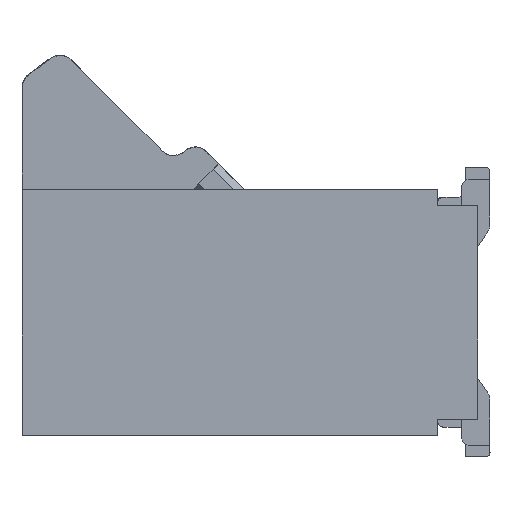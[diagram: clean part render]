
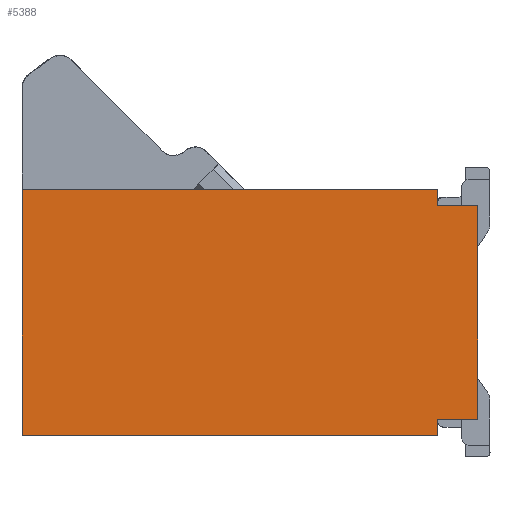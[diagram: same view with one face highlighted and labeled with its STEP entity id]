
A CAD part, left-side view. The second image highlights one B-rep face of the part: STEP entity #5388.
In plain terms, the highlighted planar face has unit normal (-1, 0, 0).
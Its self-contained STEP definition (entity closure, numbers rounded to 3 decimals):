
#114=DIRECTION('',(0.,0.,-1.));
#115=VECTOR('',#114,3.05);
#116=CARTESIAN_POINT('',(-7.1,5.65,1.525));
#117=LINE('',#116,#115);
#118=DIRECTION('',(0.,-1.,0.));
#119=VECTOR('',#118,5.15);
#120=CARTESIAN_POINT('',(-7.1,5.65,-1.525));
#121=LINE('',#120,#119);
#130=DIRECTION('',(0.,0.,-1.));
#131=VECTOR('',#130,0.2);
#132=CARTESIAN_POINT('',(-7.1,0.5,1.525));
#133=LINE('',#132,#131);
#134=DIRECTION('',(0.,-1.,0.));
#135=VECTOR('',#134,0.5);
#136=CARTESIAN_POINT('',(-7.1,0.5,1.325));
#137=LINE('',#136,#135);
#138=DIRECTION('',(0.,0.,-1.));
#139=VECTOR('',#138,2.65);
#140=CARTESIAN_POINT('',(-7.1,0.,1.325));
#141=LINE('',#140,#139);
#142=DIRECTION('',(0.,-1.,0.));
#143=VECTOR('',#142,5.15);
#144=CARTESIAN_POINT('',(-7.1,5.65,1.525));
#145=LINE('',#144,#143);
#1100=DIRECTION('',(0.,-1.,0.));
#1101=VECTOR('',#1100,0.5);
#1102=CARTESIAN_POINT('',(-7.1,0.5,-1.325));
#1103=LINE('',#1102,#1101);
#1157=DIRECTION('',(0.,0.,1.));
#1158=VECTOR('',#1157,0.2);
#1159=CARTESIAN_POINT('',(-7.1,0.5,-1.525));
#1160=LINE('',#1159,#1158);
#4136=CARTESIAN_POINT('',(-7.1,5.65,1.525));
#4137=VERTEX_POINT('',#4136);
#4138=CARTESIAN_POINT('',(-7.1,5.65,-1.525));
#4139=VERTEX_POINT('',#4138);
#4140=CARTESIAN_POINT('',(-7.1,0.5,-1.525));
#4141=VERTEX_POINT('',#4140);
#4153=CARTESIAN_POINT('',(-7.1,0.5,-1.325));
#4154=VERTEX_POINT('',#4153);
#4251=CARTESIAN_POINT('',(-7.1,0.,-1.325));
#4252=VERTEX_POINT('',#4251);
#4832=CARTESIAN_POINT('',(-7.1,0.,1.325));
#4833=VERTEX_POINT('',#4832);
#4834=CARTESIAN_POINT('',(-7.1,0.5,1.325));
#4835=VERTEX_POINT('',#4834);
#4836=CARTESIAN_POINT('',(-7.1,0.5,1.525));
#4837=VERTEX_POINT('',#4836);
#5367=CARTESIAN_POINT('',(-7.1,2.825,0.));
#5368=DIRECTION('',(1.,0.,0.));
#5369=DIRECTION('',(0.,0.,-1.));
#5370=AXIS2_PLACEMENT_3D('',#5367,#5368,#5369);
#5371=PLANE('',#5370);
#5373=ORIENTED_EDGE('',*,*,#5372,.T.);
#5375=ORIENTED_EDGE('',*,*,#5374,.T.);
#5377=ORIENTED_EDGE('',*,*,#5376,.T.);
#5379=ORIENTED_EDGE('',*,*,#5378,.F.);
#5381=ORIENTED_EDGE('',*,*,#5380,.F.);
#5382=ORIENTED_EDGE('',*,*,#5358,.F.);
#5383=ORIENTED_EDGE('',*,*,#5347,.F.);
#5385=ORIENTED_EDGE('',*,*,#5384,.T.);
#5386=EDGE_LOOP('',(#5373,#5375,#5377,#5379,#5381,#5382,#5383,#5385));
#5387=FACE_OUTER_BOUND('',#5386,.F.);
#5347=EDGE_CURVE('',#4137,#4139,#117,.T.);
#5358=EDGE_CURVE('',#4139,#4141,#121,.T.);
#5372=EDGE_CURVE('',#4837,#4835,#133,.T.);
#5374=EDGE_CURVE('',#4835,#4833,#137,.T.);
#5376=EDGE_CURVE('',#4833,#4252,#141,.T.);
#5378=EDGE_CURVE('',#4154,#4252,#1103,.T.);
#5380=EDGE_CURVE('',#4141,#4154,#1160,.T.);
#5384=EDGE_CURVE('',#4137,#4837,#145,.T.);
#5388=ADVANCED_FACE('',(#5387),#5371,.F.);
